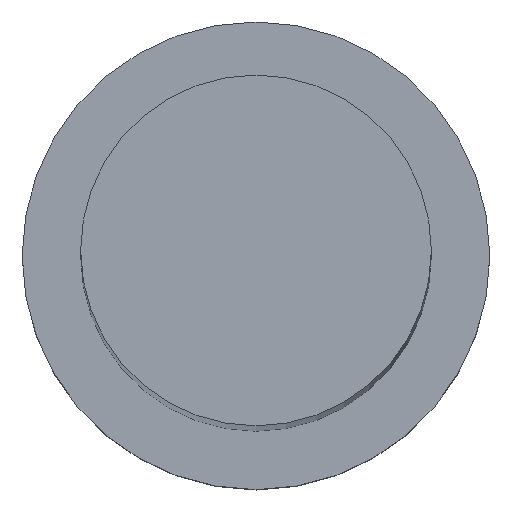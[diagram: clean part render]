
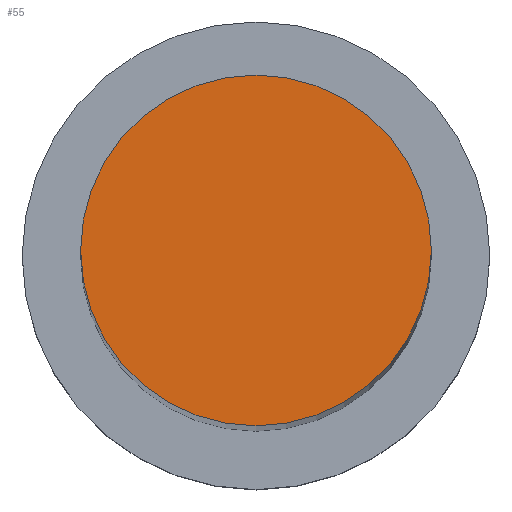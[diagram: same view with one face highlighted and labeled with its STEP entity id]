
A CAD part, top view. The second image highlights one B-rep face of the part: STEP entity #55.
In plain terms, the highlighted planar face has unit normal (0, 0, 1).
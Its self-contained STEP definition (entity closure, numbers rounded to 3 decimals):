
#42=EDGE_CURVE('240[2]',#88,#88,#89,.T.);
#55=ADVANCED_FACE('240[2]',(#106),#107,.T.);
#88=VERTEX_POINT('',#136);
#89=CIRCLE('',#137,6.0);
#106=FACE_OUTER_BOUND('',#158,.T.);
#107=PLANE('',#159);
#136=CARTESIAN_POINT('',(0.,6.,112.0));
#137=AXIS2_PLACEMENT_3D('',#181,#182,#183);
#158=EDGE_LOOP('',(#198));
#159=AXIS2_PLACEMENT_3D('',#199,#200,#201);
#181=CARTESIAN_POINT('',(0.,0.,112.0));
#182=DIRECTION('',(0.,0.,-1.0));
#183=DIRECTION('',(0.,1.0,0.));
#198=ORIENTED_EDGE('',*,*,#42,.F.);
#199=CARTESIAN_POINT('',(0.,3.,112.0));
#200=DIRECTION('',(0.,0.,1.0));
#201=DIRECTION('',(1.0,0.,0.0));
